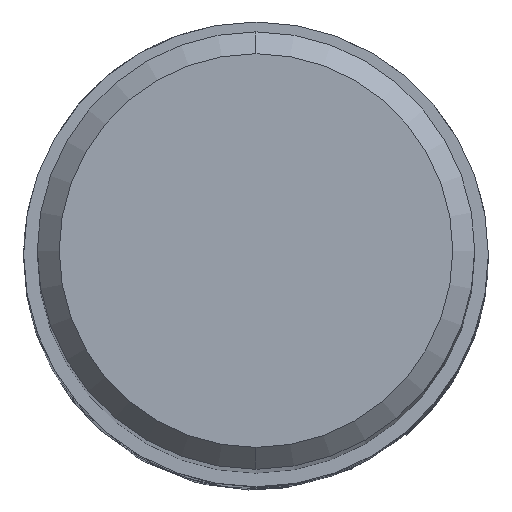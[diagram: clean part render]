
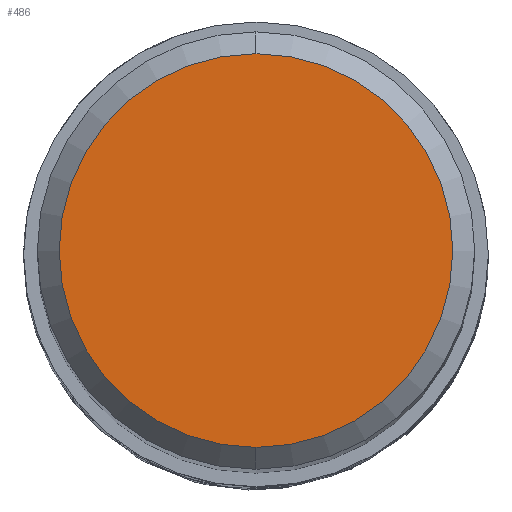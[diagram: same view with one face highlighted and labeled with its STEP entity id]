
A CAD part, top view. The second image highlights one B-rep face of the part: STEP entity #486.
In plain terms, the highlighted planar face has unit normal (0, 0, 1).
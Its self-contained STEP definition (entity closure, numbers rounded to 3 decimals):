
#486=ADVANCED_FACE('',(#1038),#1039,.T.);
#518=EDGE_CURVE('',#552,#582,#1076,.T.);
#552=VERTEX_POINT('',#1111);
#582=VERTEX_POINT('',#1142);
#706=EDGE_CURVE('',#582,#552,#1275,.T.);
#1038=FACE_OUTER_BOUND('',#2573,.T.);
#1039=PLANE('',#2574);
#1076=CIRCLE('',#2645,3.6);
#1111=CARTESIAN_POINT('',(0.,-3.6,0.0));
#1142=CARTESIAN_POINT('',(0.0,3.6,0.0));
#1275=CIRCLE('',#3771,3.6);
#2573=EDGE_LOOP('',(#5218,#5219));
#2574=AXIS2_PLACEMENT_3D('',#5220,#5221,#5222);
#2645=AXIS2_PLACEMENT_3D('',#5271,#5272,#5273);
#3771=AXIS2_PLACEMENT_3D('',#5438,#5439,#5440);
#5218=ORIENTED_EDGE('',*,*,#706,.F.);
#5219=ORIENTED_EDGE('',*,*,#518,.F.);
#5220=CARTESIAN_POINT('',(0.0,1.8,0.0));
#5221=DIRECTION('',(-0.0,0.0,1.0));
#5222=DIRECTION('',(0.0,-1.0,0.0));
#5271=CARTESIAN_POINT('',(0.0,0.0,0.0));
#5272=DIRECTION('',(0.0,0.0,-1.0));
#5273=DIRECTION('',(0.0,1.0,0.0));
#5438=CARTESIAN_POINT('',(0.0,0.0,0.0));
#5439=DIRECTION('',(0.0,0.0,-1.0));
#5440=DIRECTION('',(0.0,1.0,0.0));
